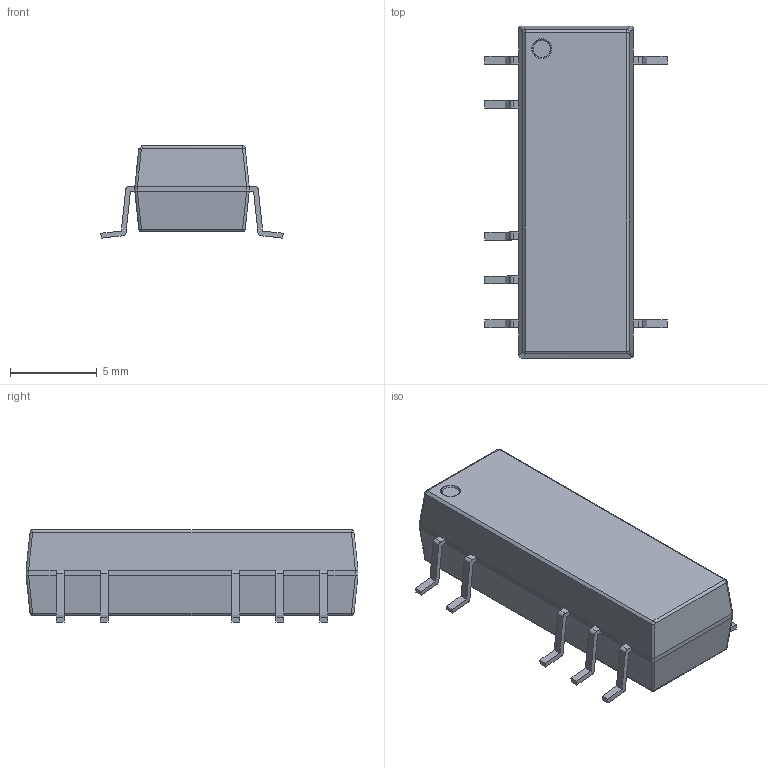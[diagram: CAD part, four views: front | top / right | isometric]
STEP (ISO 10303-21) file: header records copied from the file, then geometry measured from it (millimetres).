
FILE_DESCRIPTION(/* description */ ('Alibre Inc.'),/* implementation_level */ '2;1');
FILE_NAME(/* name */ 'export1',/* time_stamp */ '2015-06-12T11:05:00+08:00',/* author */ (''),/* organization */ (''),/* preprocessor_version */ 'ST-DEVELOPER v14',/* originating_system */ 'Alibre',/* authorisation */ '');
FILE_SCHEMA (('AUTOMOTIVE_DESIGN'));
Length unit declared in the file: centimetre
Bounding box: 10.53 x 19.18 x 5.33 mm (x, y, z)
Volume: 601.1 mm3; surface area: 517.7 mm2
Topology: 1 solids, 1 shells, 129 faces, 337 edges, 205 vertices
Faces by surface type: plane 86, cylinder 35, sphere 6, torus 1, cone 1
Entity records: 3769 total; most frequent: ORIENTED_EDGE 658, CARTESIAN_POINT 628, DIRECTION 546, EDGE_CURVE 329, VECTOR 220, LINE 220, VERTEX_POINT 205, AXIS2_PLACEMENT_3D 203
